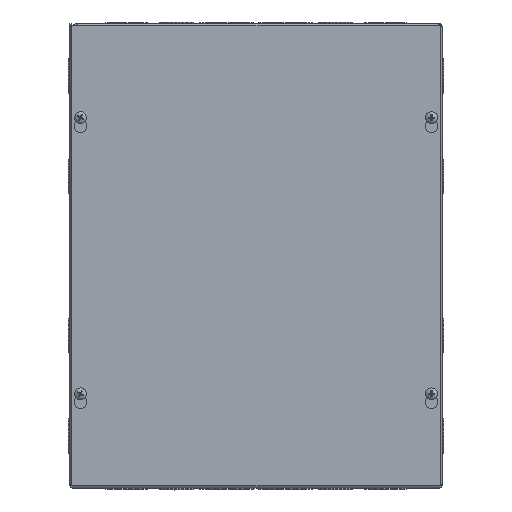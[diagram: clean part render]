
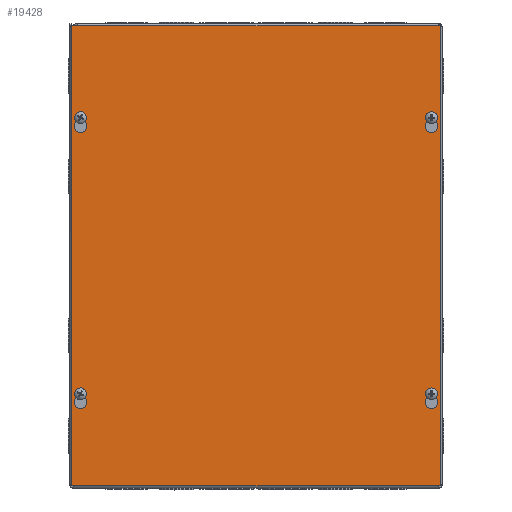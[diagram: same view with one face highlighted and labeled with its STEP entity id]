
A CAD part, top view. The second image highlights one B-rep face of the part: STEP entity #19428.
In plain terms, the highlighted planar face has unit normal (0, 0, 1).
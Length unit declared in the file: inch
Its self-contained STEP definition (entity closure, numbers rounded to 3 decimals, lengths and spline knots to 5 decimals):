
#2086=LINE($,#31970,#4012);
#2090=LINE($,#31980,#4016);
#2093=LINE($,#31988,#4019);
#2097=LINE($,#32000,#4023);
#2102=LINE($,#32018,#4028);
#2106=LINE($,#32028,#4032);
#2109=LINE($,#32036,#4035);
#2113=LINE($,#32048,#4039);
#2115=LINE($,#32056,#4041);
#2119=LINE($,#32064,#4045);
#2122=LINE($,#32070,#4048);
#2125=LINE($,#32075,#4051);
#4012=VECTOR($,#25569,0.26996);
#4016=VECTOR($,#25581,0.26996);
#4019=VECTOR($,#25586,0.26996);
#4023=VECTOR($,#25598,0.26996);
#4028=VECTOR($,#25617,0.26996);
#4032=VECTOR($,#25629,0.26996);
#4035=VECTOR($,#25634,0.26996);
#4039=VECTOR($,#25646,0.26996);
#4041=VECTOR($,#25656,15.);
#4045=VECTOR($,#25662,12.);
#4048=VECTOR($,#25667,15.);
#4051=VECTOR($,#25672,12.);
#4776=PLANE($,#20877);
#5307=FACE_BOUND($,#7525,.T.);
#5308=FACE_BOUND($,#7526,.T.);
#5309=FACE_BOUND($,#7527,.T.);
#5310=FACE_BOUND($,#7528,.T.);
#5311=FACE_BOUND($,#7529,.T.);
#7525=EDGE_LOOP($,(#17158,#17159,#17160,#17161));
#7526=EDGE_LOOP($,(#17162,#17163,#17164,#17165));
#7527=EDGE_LOOP($,(#17166,#17167,#17168,#17169));
#7528=EDGE_LOOP($,(#17170,#17171,#17172,#17173));
#7529=EDGE_LOOP($,(#17174,#17175,#17176,#17177));
#7968=CIRCLE($,#20843,0.203);
#7970=CIRCLE($,#20847,0.125);
#7972=CIRCLE($,#20852,0.125);
#7974=CIRCLE($,#20856,0.203);
#7976=CIRCLE($,#20859,0.203);
#7978=CIRCLE($,#20863,0.125);
#7980=CIRCLE($,#20868,0.125);
#7982=CIRCLE($,#20872,0.203);
#9529=VERTEX_POINT($,#31961);
#9530=VERTEX_POINT($,#31963);
#9532=VERTEX_POINT($,#31969);
#9534=VERTEX_POINT($,#31975);
#9537=VERTEX_POINT($,#31985);
#9538=VERTEX_POINT($,#31987);
#9540=VERTEX_POINT($,#31993);
#9542=VERTEX_POINT($,#31999);
#9545=VERTEX_POINT($,#32009);
#9546=VERTEX_POINT($,#32011);
#9548=VERTEX_POINT($,#32017);
#9550=VERTEX_POINT($,#32023);
#9553=VERTEX_POINT($,#32033);
#9554=VERTEX_POINT($,#32035);
#9556=VERTEX_POINT($,#32041);
#9558=VERTEX_POINT($,#32047);
#9559=VERTEX_POINT($,#32054);
#9560=VERTEX_POINT($,#32055);
#9563=VERTEX_POINT($,#32063);
#9565=VERTEX_POINT($,#32069);
#11965=EDGE_CURVE($,#9530,#9529,#7968,.T.);
#11968=EDGE_CURVE($,#9532,#9530,#2086,.T.);
#11971=EDGE_CURVE($,#9534,#9532,#7970,.T.);
#11974=EDGE_CURVE($,#9529,#9534,#2090,.T.);
#11977=EDGE_CURVE($,#9538,#9537,#2093,.T.);
#11980=EDGE_CURVE($,#9540,#9538,#7972,.T.);
#11983=EDGE_CURVE($,#9542,#9540,#2097,.T.);
#11986=EDGE_CURVE($,#9537,#9542,#7974,.T.);
#11989=EDGE_CURVE($,#9546,#9545,#7976,.T.);
#11992=EDGE_CURVE($,#9548,#9546,#2102,.T.);
#11995=EDGE_CURVE($,#9550,#9548,#7978,.T.);
#11998=EDGE_CURVE($,#9545,#9550,#2106,.T.);
#12001=EDGE_CURVE($,#9554,#9553,#2109,.T.);
#12004=EDGE_CURVE($,#9556,#9554,#7980,.T.);
#12007=EDGE_CURVE($,#9558,#9556,#2113,.T.);
#12010=EDGE_CURVE($,#9553,#9558,#7982,.T.);
#12011=EDGE_CURVE($,#9559,#9560,#2115,.T.);
#12015=EDGE_CURVE($,#9560,#9563,#2119,.T.);
#12018=EDGE_CURVE($,#9563,#9565,#2122,.T.);
#12021=EDGE_CURVE($,#9565,#9559,#2125,.T.);
#17158=ORIENTED_EDGE($,*,*,#11965,.T.);
#17159=ORIENTED_EDGE($,*,*,#11974,.T.);
#17160=ORIENTED_EDGE($,*,*,#11971,.T.);
#17161=ORIENTED_EDGE($,*,*,#11968,.T.);
#17162=ORIENTED_EDGE($,*,*,#11977,.T.);
#17163=ORIENTED_EDGE($,*,*,#11986,.T.);
#17164=ORIENTED_EDGE($,*,*,#11983,.T.);
#17165=ORIENTED_EDGE($,*,*,#11980,.T.);
#17166=ORIENTED_EDGE($,*,*,#11989,.T.);
#17167=ORIENTED_EDGE($,*,*,#11998,.T.);
#17168=ORIENTED_EDGE($,*,*,#11995,.T.);
#17169=ORIENTED_EDGE($,*,*,#11992,.T.);
#17170=ORIENTED_EDGE($,*,*,#12001,.T.);
#17171=ORIENTED_EDGE($,*,*,#12010,.T.);
#17172=ORIENTED_EDGE($,*,*,#12007,.T.);
#17173=ORIENTED_EDGE($,*,*,#12004,.T.);
#17174=ORIENTED_EDGE($,*,*,#12011,.F.);
#17175=ORIENTED_EDGE($,*,*,#12021,.F.);
#17176=ORIENTED_EDGE($,*,*,#12018,.F.);
#17177=ORIENTED_EDGE($,*,*,#12015,.F.);
#19428=ADVANCED_FACE($,(#5307,#5308,#5309,#5310,#5311),#4776,.T.);
#20843=AXIS2_PLACEMENT_3D($,#31964,#25563,#25564);
#20847=AXIS2_PLACEMENT_3D($,#31976,#25575,#25576);
#20852=AXIS2_PLACEMENT_3D($,#31994,#25592,#25593);
#20856=AXIS2_PLACEMENT_3D($,#32004,#25604,#25605);
#20859=AXIS2_PLACEMENT_3D($,#32012,#25611,#25612);
#20863=AXIS2_PLACEMENT_3D($,#32024,#25623,#25624);
#20868=AXIS2_PLACEMENT_3D($,#32042,#25640,#25641);
#20872=AXIS2_PLACEMENT_3D($,#32052,#25652,#25653);
#20877=AXIS2_PLACEMENT_3D($,#32077,#25674,#25675);
#25563=DIRECTION('center_axis',(0.,0.,-1.));
#25564=DIRECTION('ref_axis',(-0.961,0.278,0.));
#25569=DIRECTION($,(0.278,-0.961,0.));
#25575=DIRECTION('center_axis',(0.,0.,-1.));
#25576=DIRECTION('ref_axis',(0.961,0.278,0.));
#25581=DIRECTION($,(0.278,0.961,0.));
#25586=DIRECTION($,(0.278,-0.961,0.));
#25592=DIRECTION('center_axis',(0.,0.,-1.));
#25593=DIRECTION('ref_axis',(0.961,0.278,0.));
#25598=DIRECTION($,(0.278,0.961,0.));
#25604=DIRECTION('center_axis',(0.,0.,-1.));
#25605=DIRECTION('ref_axis',(-0.961,0.278,0.));
#25611=DIRECTION('center_axis',(0.,0.,-1.));
#25612=DIRECTION('ref_axis',(-0.961,0.278,0.));
#25617=DIRECTION($,(0.278,-0.961,0.));
#25623=DIRECTION('center_axis',(0.,0.,-1.));
#25624=DIRECTION('ref_axis',(0.961,0.278,0.));
#25629=DIRECTION($,(0.278,0.961,0.));
#25634=DIRECTION($,(0.278,-0.961,0.));
#25640=DIRECTION('center_axis',(0.,0.,-1.));
#25641=DIRECTION('ref_axis',(0.961,0.278,0.));
#25646=DIRECTION($,(0.278,0.961,0.));
#25652=DIRECTION('center_axis',(0.,0.,-1.));
#25653=DIRECTION('ref_axis',(-0.961,0.278,0.));
#25656=DIRECTION($,(0.,-1.,0.));
#25662=DIRECTION($,(-1.,0.,0.));
#25667=DIRECTION($,(0.,1.,0.));
#25672=DIRECTION($,(1.,0.,0.));
#25674=DIRECTION('center_axis',(0.,0.,1.));
#25675=DIRECTION('ref_axis',(1.,0.,0.));
#31961=CARTESIAN_POINT('',(5.52373,-4.72465,0.062));
#31963=CARTESIAN_POINT('',(5.91377,-4.72465,0.062));
#31964=CARTESIAN_POINT('Origin',(5.71875,-4.781,0.062));
#31969=CARTESIAN_POINT('',(5.83884,-4.4653,0.062));
#31970=CARTESIAN_POINT($,(5.05598,-1.75583,0.062));
#31975=CARTESIAN_POINT('',(5.59866,-4.4653,0.062));
#31976=CARTESIAN_POINT('Origin',(5.71875,-4.5,0.062));
#31980=CARTESIAN_POINT($,(5.97836,-3.15118,0.062));
#31985=CARTESIAN_POINT('',(-5.52373,-4.72465,0.062));
#31987=CARTESIAN_POINT('',(-5.59866,-4.4653,0.062));
#31988=CARTESIAN_POINT($,(-5.94089,-3.28086,0.062));
#31993=CARTESIAN_POINT('',(-5.83884,-4.4653,0.062));
#31994=CARTESIAN_POINT('Origin',(-5.71875,-4.5,0.062));
#31999=CARTESIAN_POINT('',(-5.91377,-4.72465,0.062));
#32000=CARTESIAN_POINT($,(-5.01851,-1.62615,0.062));
#32004=CARTESIAN_POINT('Origin',(-5.71875,-4.781,0.062));
#32009=CARTESIAN_POINT('',(5.52373,4.27535,0.062));
#32011=CARTESIAN_POINT('',(5.91377,4.27535,0.062));
#32012=CARTESIAN_POINT('Origin',(5.71875,4.219,0.062));
#32017=CARTESIAN_POINT('',(5.83884,4.5347,0.062));
#32018=CARTESIAN_POINT($,(6.256,3.0909,0.062));
#32023=CARTESIAN_POINT('',(5.59866,4.5347,0.062));
#32024=CARTESIAN_POINT('Origin',(5.71875,4.5,0.062));
#32028=CARTESIAN_POINT($,(4.77833,1.69555,0.062));
#32033=CARTESIAN_POINT('',(-5.52373,4.27535,0.062));
#32035=CARTESIAN_POINT('',(-5.59866,4.5347,0.062));
#32036=CARTESIAN_POINT($,(-4.74087,1.56587,0.062));
#32041=CARTESIAN_POINT('',(-5.83884,4.5347,0.062));
#32042=CARTESIAN_POINT('Origin',(-5.71875,4.5,0.062));
#32047=CARTESIAN_POINT('',(-5.91377,4.27535,0.062));
#32048=CARTESIAN_POINT($,(-6.21853,3.22058,0.062));
#32052=CARTESIAN_POINT('Origin',(-5.71875,4.219,0.062));
#32054=CARTESIAN_POINT('',(6.,7.5,0.062));
#32055=CARTESIAN_POINT('',(6.,-7.5,0.062));
#32056=CARTESIAN_POINT($,(6.,7.5,0.062));
#32063=CARTESIAN_POINT('',(-6.,-7.5,0.062));
#32064=CARTESIAN_POINT($,(6.,-7.5,0.062));
#32069=CARTESIAN_POINT('',(-6.,7.5,0.062));
#32070=CARTESIAN_POINT($,(-6.,-7.5,0.062));
#32075=CARTESIAN_POINT($,(-6.,7.5,0.062));
#32077=CARTESIAN_POINT('Origin',(0.,0.,
0.062));
